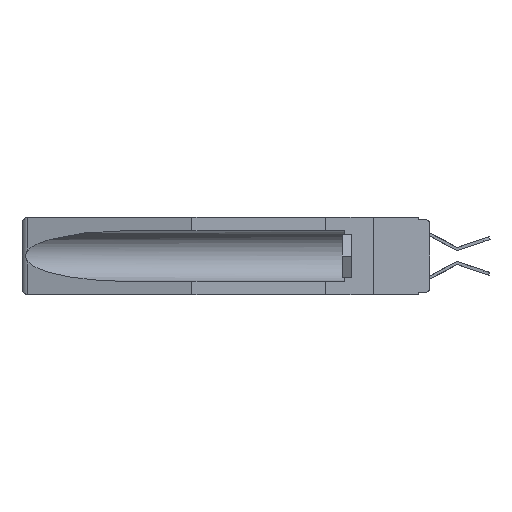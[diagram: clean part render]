
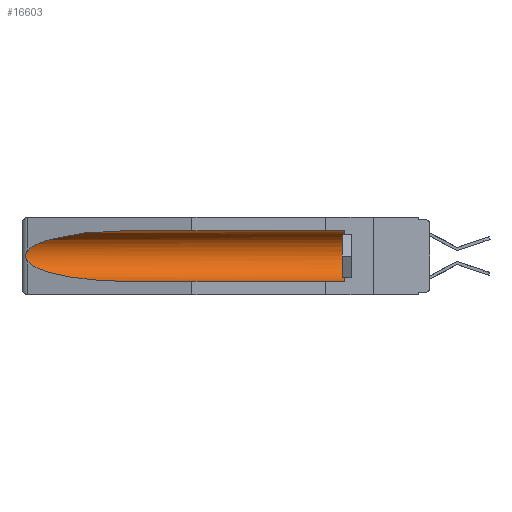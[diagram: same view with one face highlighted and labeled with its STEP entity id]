
A CAD part, left-side view. The second image highlights one B-rep face of the part: STEP entity #16603.
In plain terms, the highlighted cylindrical face has radius 2.857 mm (diameter 5.715 mm), a partial arc.
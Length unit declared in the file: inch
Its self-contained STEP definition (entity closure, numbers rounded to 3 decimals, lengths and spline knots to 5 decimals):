
#321 = AXIS2_PLACEMENT_3D ( 'NONE', #17926, #12267, #9659 ) ;
#1208 = EDGE_CURVE ( 'NONE', #7701, #3919, #10049, .T. ) ;
#1372 = CARTESIAN_POINT ( 'NONE',  ( 0.25451, 1.48313, -0.09465 ) ) ;
#1962 = CARTESIAN_POINT ( 'NONE',  ( 0.21114, 1.30732, -0.284 ) ) ;
#2360 = DIRECTION ( 'NONE',  ( 0., 1., 0. ) ) ;
#2489 = LINE ( 'NONE', #17308, #4373 ) ;
#2981 = CARTESIAN_POINT ( 'NONE',  ( 0.21114, 1.30732, -0.059 ) ) ;
#3022 = CARTESIAN_POINT ( 'NONE',  ( 0.155, 1.07973, -0.284 ) ) ;
#3539 = CARTESIAN_POINT ( 'NONE',  ( 0.26537, 1.52718, -0.14972 ) ) ;
#3919 = VERTEX_POINT ( 'NONE', #17765 ) ;
#4373 = VECTOR ( 'NONE', #9256, 39.37008 ) ;
#4821 = CARTESIAN_POINT ( 'NONE',  ( 0.2675, 1.53308, -0.16763 ) ) ;
#4930 =( BOUNDED_CURVE ( )  B_SPLINE_CURVE ( 3, ( #9635, #2981, #1372, #14244 ),
 .UNSPECIFIED., .F., .F. ) 
 B_SPLINE_CURVE_WITH_KNOTS ( ( 4, 4 ),
 ( 4.71239, 6.08839 ),
 .UNSPECIFIED. ) 
 CURVE ( )  GEOMETRIC_REPRESENTATION_ITEM ( )  RATIONAL_B_SPLINE_CURVE ( ( 1., 0.848, 0.848, 1. ) ) 
 REPRESENTATION_ITEM ( '' )  );
#5137 = CARTESIAN_POINT ( 'NONE',  ( 0.26597, 1.5296, -0.19026 ) ) ;
#5439 = CIRCLE ( 'NONE', #321, 0.1125 ) ;
#5494 = ORIENTED_EDGE ( 'NONE', *, *, #10383, .T. ) ;
#5813 = ORIENTED_EDGE ( 'NONE', *, *, #9632, .T. ) ;
#5871 = VERTEX_POINT ( 'NONE', #13740 ) ;
#6071 = CARTESIAN_POINT ( 'NONE',  ( 0.155, -0.30754, -0.1715 ) ) ;
#6139 = EDGE_LOOP ( 'NONE', ( #5813, #11377, #10786, #19348, #5494, #18907 ) ) ;
#6223 = VERTEX_POINT ( 'NONE', #3022 ) ;
#6758 = CARTESIAN_POINT ( 'NONE',  ( 0.2675, 1.53308, -0.17534 ) ) ;
#7701 = VERTEX_POINT ( 'NONE', #15348 ) ;
#8085 = VERTEX_POINT ( 'NONE', #20987 ) ;
#8589 = EDGE_CURVE ( 'NONE', #5871, #9704, #2489, .T. ) ;
#9194 = DIRECTION ( 'NONE',  ( 0., 0., 1. ) ) ;
#9256 = DIRECTION ( 'NONE',  ( 0., 1., 0. ) ) ;
#9632 = EDGE_CURVE ( 'NONE', #9704, #7701, #4930, .T. ) ;
#9635 = CARTESIAN_POINT ( 'NONE',  ( 0.155, 1.07973, -0.059 ) ) ;
#9659 = DIRECTION ( 'NONE',  ( 0., 0., 1. ) ) ;
#9689 = CARTESIAN_POINT ( 'NONE',  ( 0.155, 1.07973, -0.284 ) ) ;
#9704 = VERTEX_POINT ( 'NONE', #9806 ) ;
#9806 = CARTESIAN_POINT ( 'NONE',  ( 0.155, 1.07973, -0.059 ) ) ;
#10049 = B_SPLINE_CURVE_WITH_KNOTS ( 'NONE', 3,
 ( #3539, #13404, #13304, #15023, #4821, #6758, #16336, #11381, #5137, #18158 ),
 .UNSPECIFIED., .F., .F.,
 ( 4, 2, 2, 2, 4 ),
 ( 0., 0.00029, 0.00058, 0.00087, 0.00117 ),
 .UNSPECIFIED. ) ;
#10383 = EDGE_CURVE ( 'NONE', #8085, #5871, #5439, .T. ) ;
#10786 = ORIENTED_EDGE ( 'NONE', *, *, #12312, .T. ) ;
#11377 = ORIENTED_EDGE ( 'NONE', *, *, #1208, .T. ) ;
#11381 = CARTESIAN_POINT ( 'NONE',  ( 0.26655, 1.53094, -0.18657 ) ) ;
#11907 = DIRECTION ( 'NONE',  ( 0., 1., 0. ) ) ;
#12267 = DIRECTION ( 'NONE',  ( 0., -1., 0. ) ) ;
#12312 = EDGE_CURVE ( 'NONE', #3919, #6223, #16494, .T. ) ;
#12449 = VECTOR ( 'NONE', #2360, 39.37008 ) ;
#12803 = AXIS2_PLACEMENT_3D ( 'NONE', #6071, #11907, #9194 ) ;
#13304 = CARTESIAN_POINT ( 'NONE',  ( 0.26654, 1.53092, -0.15636 ) ) ;
#13404 = CARTESIAN_POINT ( 'NONE',  ( 0.26597, 1.52961, -0.15275 ) ) ;
#13740 = CARTESIAN_POINT ( 'NONE',  ( 0.155, 0.126, -0.059 ) ) ;
#14195 = FACE_OUTER_BOUND ( 'NONE', #6139, .T. ) ;
#14244 = CARTESIAN_POINT ( 'NONE',  ( 0.26537, 1.52718, -0.14972 ) ) ;
#15023 = CARTESIAN_POINT ( 'NONE',  ( 0.2673, 1.5327, -0.16383 ) ) ;
#15228 = CYLINDRICAL_SURFACE ( 'NONE', #12803, 0.1125 ) ;
#15348 = CARTESIAN_POINT ( 'NONE',  ( 0.26537, 1.52718, -0.14972 ) ) ;
#16335 = EDGE_CURVE ( 'NONE', #8085, #6223, #20288, .T. ) ;
#16336 = CARTESIAN_POINT ( 'NONE',  ( 0.2673, 1.53269, -0.17917 ) ) ;
#16494 =( BOUNDED_CURVE ( )  B_SPLINE_CURVE ( 3, ( #18286, #16669, #1962, #9689 ),
 .UNSPECIFIED., .F., .F. ) 
 B_SPLINE_CURVE_WITH_KNOTS ( ( 4, 4 ),
 ( 0.1948, 1.5708 ),
 .UNSPECIFIED. ) 
 CURVE ( )  GEOMETRIC_REPRESENTATION_ITEM ( )  RATIONAL_B_SPLINE_CURVE ( ( 1., 0.848, 0.848, 1. ) ) 
 REPRESENTATION_ITEM ( '' )  );
#16603 = ADVANCED_FACE ( 'NONE', ( #14195 ), #15228, .F. ) ;
#16669 = CARTESIAN_POINT ( 'NONE',  ( 0.25451, 1.48313, -0.24835 ) ) ;
#17075 = CARTESIAN_POINT ( 'NONE',  ( 0.155, -0.30754, -0.284 ) ) ;
#17308 = CARTESIAN_POINT ( 'NONE',  ( 0.155, -0.30754, -0.059 ) ) ;
#17765 = CARTESIAN_POINT ( 'NONE',  ( 0.26537, 1.52718, -0.19328 ) ) ;
#17926 = CARTESIAN_POINT ( 'NONE',  ( 0.155, 0.126, -0.1715 ) ) ;
#18158 = CARTESIAN_POINT ( 'NONE',  ( 0.26537, 1.52718, -0.19328 ) ) ;
#18286 = CARTESIAN_POINT ( 'NONE',  ( 0.26537, 1.52718, -0.19328 ) ) ;
#18907 = ORIENTED_EDGE ( 'NONE', *, *, #8589, .T. ) ;
#19348 = ORIENTED_EDGE ( 'NONE', *, *, #16335, .F. ) ;
#20288 = LINE ( 'NONE', #17075, #12449 ) ;
#20987 = CARTESIAN_POINT ( 'NONE',  ( 0.155, 0.126, -0.284 ) ) ;
